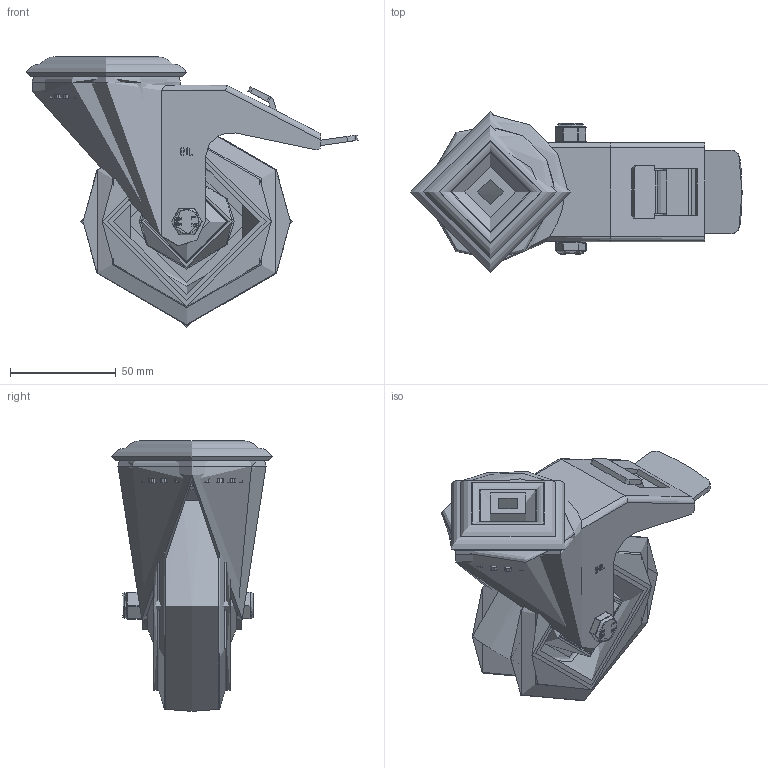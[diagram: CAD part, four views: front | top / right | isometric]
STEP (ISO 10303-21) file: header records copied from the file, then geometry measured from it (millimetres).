
FILE_DESCRIPTION(/* description */ (''),/* implementation_level */ '2;1');
FILE_NAME(/* name */ 'BZMM100SRNBJBH12SWB.step',/* time_stamp */ '2024-10-11T16:37:41+01:00',/* author */ (''),/* organization */ (''),/* preprocessor_version */ 'ST-DEVELOPER v20',/* originating_system */ 'Autodesk Translation Framework v13.20.0.188',/* authorisation */ '');
FILE_SCHEMA (('AUTOMOTIVE_DESIGN { 1 0 10303 214 3 1 1 }'));
Length unit declared in the file: millimetre
Products named in the file (27): BZMM100SRNBJBH12SWB; BZMM100WSRNBJM8 v1; BZMM100WSRNBJ; 65 SHORE A ELASTIC RUBBER TYRE; NYLON RIM; BEARING 6202; METAL; METAL2; Pattern; Component1; MIDDLE; RUBBER; RUBBER2; HUBCAPM8X42RN; HUBCAPM8X42RN (1); NYLON CAP; BZMM100ASBH12SWB - 42 v1; PRESSED STEEL, ZINC PLATED HEAD (1); BRAKE PAD (1); PRESSED STEEL, ZINC PLATED FORKS (1); PRESSED STEEL, ZINC PLATED BRAKE PEDAL (1); HEXBOLTM8X55Z8.8 v2; GRADE 8.8 ZINC PLATED BOLT; NYLOCM8Z v1; NYLOC NUT; NUT; RUBBER (1)
Assembly tree (34 placements, depth 6):
  BZMM100SRNBJBH12SWB
    BZMM100WSRNBJM8 v1
      BZMM100WSRNBJ
        65 SHORE A ELASTIC RUBBER TYRE
        NYLON RIM
        BEARING 6202
          METAL
          METAL2
          Pattern
            Component1  x8
          MIDDLE
          RUBBER
          RUBBER2
      HUBCAPM8X42RN
        NYLON CAP
      HUBCAPM8X42RN (1)
        NYLON CAP
    BZMM100ASBH12SWB - 42 v1
      PRESSED STEEL, ZINC PLATED HEAD (1)
      BRAKE PAD (1)
      PRESSED STEEL, ZINC PLATED FORKS (1)
      PRESSED STEEL, ZINC PLATED BRAKE PEDAL (1)
    HEXBOLTM8X55Z8.8 v2
      GRADE 8.8 ZINC PLATED BOLT
    NYLOCM8Z v1
      NYLOC NUT
        NUT
        RUBBER (1)
Bounding box: 157 x 76 x 128 mm (x, y, z)
Volume: 260247.2 mm3; surface area: 139390.3 mm2
Topology: 24 solids, 24 shells, 959 faces, 2419 edges, 1574 vertices
Faces by surface type: plane 421, cylinder 256, bspline 180, sphere 48, torus 34, cone 20
Full cylindrical faces by diameter (mm): 0.664 x2, 6.446 x7, 7.866 x13, 8 x3, 8.2 x4, 8.6 x2, 11.5 x1, 12.1 x1, 12.2 x1, 14.9 x2, 15 x1, 18 x1, 19 x2, 20 x4, 21.313 x1, 22.5 x2, 23 x2, 24 x3, 26 x2, 28 x2, 30 x4, 30.5 x2, 31 x4, 32 x1, 33 x2, 35 x4, 36 x2, 38 x1, 38.5 x2, 40 x2
Entity records: 36201 total; most frequent: CARTESIAN_POINT 13761, ORIENTED_EDGE 4688, DIRECTION 4162, EDGE_CURVE 2344, VERTEX_POINT 1541, AXIS2_PLACEMENT_3D 1492, LINE 1178, VECTOR 1178
